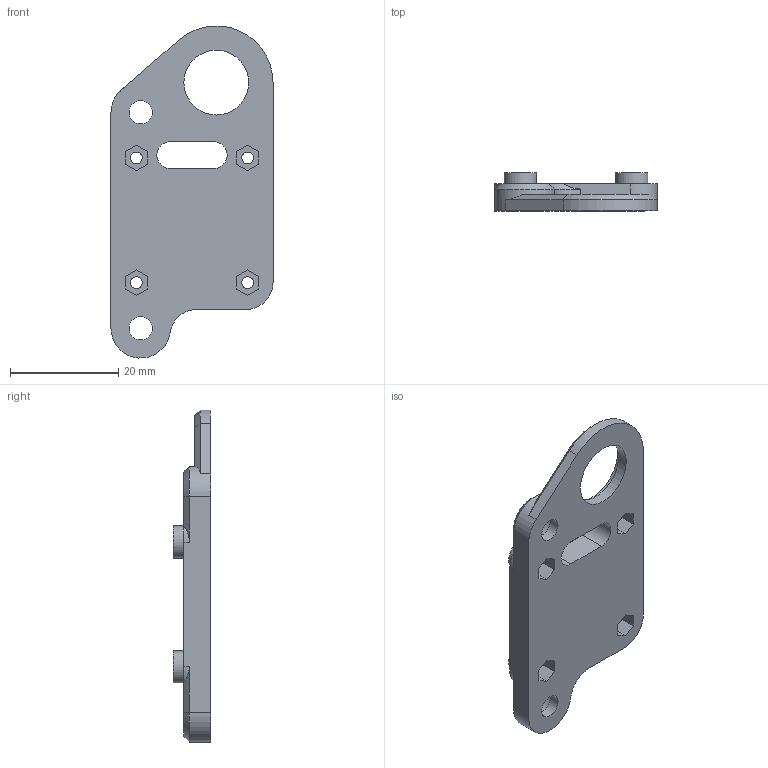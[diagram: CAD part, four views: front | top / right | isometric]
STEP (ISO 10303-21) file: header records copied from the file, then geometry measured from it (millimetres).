
FILE_DESCRIPTION(/* description */ (''),/* implementation_level */ '2;1');
FILE_NAME(/* name */ 'OBS-D-001.step',/* time_stamp */ '2020-02-16T22:42:16+01:00',/* author */ (''),/* organization */ (''),/* preprocessor_version */ 'ST-DEVELOPER v18',/* originating_system */ 'Autodesk Translation Framework v8.12.0.6',/* authorisation */ '');
FILE_SCHEMA (('AUTOMOTIVE_DESIGN { 1 0 10303 214 3 1 1 }'));
Length unit declared in the file: millimetre
Products named in the file (1): OBS-D-(001/002/003)
Bounding box: 30 x 7 x 61.47 mm (x, y, z)
Volume: 5850.8 mm3; surface area: 4255.5 mm2
Topology: 1 solids, 1 shells, 79 faces, 198 edges, 132 vertices
Faces by surface type: plane 49, cylinder 25, cone 5
Full cylindrical faces by diameter (mm): 2.2 x4, 4.3 x2, 6 x4, 7 x2, 12 x1, 13.4 x1
Entity records: 2428 total; most frequent: DIRECTION 420, CARTESIAN_POINT 414, ORIENTED_EDGE 396, EDGE_CURVE 198, AXIS2_PLACEMENT_3D 144, LINE 132, VECTOR 132, VERTEX_POINT 132
